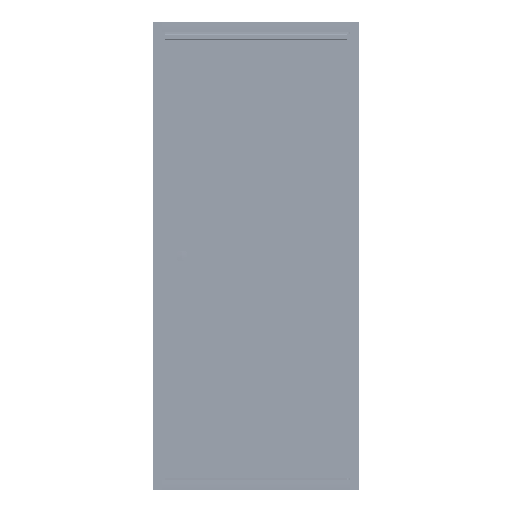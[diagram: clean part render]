
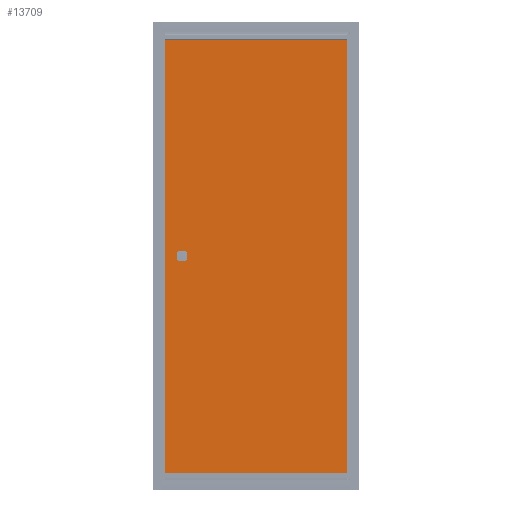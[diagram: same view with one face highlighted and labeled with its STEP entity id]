
A CAD part, front view. The second image highlights one B-rep face of the part: STEP entity #13709.
In plain terms, the highlighted face is planar.
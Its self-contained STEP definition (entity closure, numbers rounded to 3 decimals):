
#13459=DIRECTION('',(1.,0.,0.));
#13460=VECTOR('',#13459,778.);
#13461=CARTESIAN_POINT('',(-389.,3.,-913.));
#13462=LINE('',#13461,#13460);
#13466=DIRECTION('',(0.,0.,-1.));
#13467=VECTOR('',#13466,1826.);
#13468=CARTESIAN_POINT('',(-389.,3.,913.));
#13469=LINE('',#13468,#13467);
#13473=CARTESIAN_POINT('',(-309.,3.,12.5));
#13474=DIRECTION('',(0.,1.,0.));
#13475=DIRECTION('',(-1.,0.,0.));
#13476=AXIS2_PLACEMENT_3D('',#13473,#13474,#13475);
#13481=CARTESIAN_POINT('',(-309.,3.,12.5));
#13482=DIRECTION('',(0.,1.,0.));
#13483=DIRECTION('',(1.,0.,0.));
#13484=AXIS2_PLACEMENT_3D('',#13481,#13482,#13483);
#13489=CARTESIAN_POINT('',(-309.,3.,-12.5));
#13490=DIRECTION('',(0.,1.,0.));
#13491=DIRECTION('',(-1.,0.,0.));
#13492=AXIS2_PLACEMENT_3D('',#13489,#13490,#13491);
#13497=CARTESIAN_POINT('',(-309.,3.,-12.5));
#13498=DIRECTION('',(0.,1.,0.));
#13499=DIRECTION('',(1.,0.,0.));
#13500=AXIS2_PLACEMENT_3D('',#13497,#13498,#13499);
#13512=DIRECTION('',(0.,0.,-1.));
#13513=VECTOR('',#13512,1826.);
#13514=CARTESIAN_POINT('',(389.,3.,913.));
#13515=LINE('',#13514,#13513);
#13572=DIRECTION('',(1.,0.,0.));
#13573=VECTOR('',#13572,778.);
#13574=CARTESIAN_POINT('',(-389.,3.,913.));
#13575=LINE('',#13574,#13573);
#13622=CARTESIAN_POINT('',(-389.,3.,-913.));
#13624=VERTEX_POINT('',#13622);
#13627=CARTESIAN_POINT('',(389.,3.,-913.));
#13628=VERTEX_POINT('',#13627);
#13629=CARTESIAN_POINT('',(-389.,3.,913.));
#13630=VERTEX_POINT('',#13629);
#13633=CARTESIAN_POINT('',(389.,3.,913.));
#13634=VERTEX_POINT('',#13633);
#13635=CARTESIAN_POINT('',(-313.,3.,12.5));
#13636=CARTESIAN_POINT('',(-305.,3.,12.5));
#13637=VERTEX_POINT('',#13635);
#13638=VERTEX_POINT('',#13636);
#13639=CARTESIAN_POINT('',(-313.,3.,-12.5));
#13640=CARTESIAN_POINT('',(-305.,3.,-12.5));
#13641=VERTEX_POINT('',#13639);
#13642=VERTEX_POINT('',#13640);
#13684=CARTESIAN_POINT('',(389.,3.,-913.));
#13685=DIRECTION('',(0.,1.,0.));
#13686=DIRECTION('',(-1.,0.,0.));
#13687=AXIS2_PLACEMENT_3D('',#13684,#13685,#13686);
#13688=PLANE('',#13687);
#13689=ORIENTED_EDGE('',*,*,#13664,.T.);
#13691=ORIENTED_EDGE('',*,*,#13690,.F.);
#13693=ORIENTED_EDGE('',*,*,#13692,.F.);
#13694=ORIENTED_EDGE('',*,*,#13675,.T.);
#13695=EDGE_LOOP('',(#13689,#13691,#13693,#13694));
#13696=FACE_OUTER_BOUND('',#13695,.F.);
#13698=ORIENTED_EDGE('',*,*,#13697,.T.);
#13700=ORIENTED_EDGE('',*,*,#13699,.T.);
#13701=EDGE_LOOP('',(#13698,#13700));
#13702=FACE_BOUND('',#13701,.F.);
#13704=ORIENTED_EDGE('',*,*,#13703,.T.);
#13706=ORIENTED_EDGE('',*,*,#13705,.T.);
#13707=EDGE_LOOP('',(#13704,#13706));
#13708=FACE_BOUND('',#13707,.F.);
#13477=CIRCLE('',#13476,4.);
#13485=CIRCLE('',#13484,4.);
#13493=CIRCLE('',#13492,4.);
#13501=CIRCLE('',#13500,4.);
#13664=EDGE_CURVE('',#13624,#13628,#13462,.T.);
#13675=EDGE_CURVE('',#13630,#13624,#13469,.T.);
#13690=EDGE_CURVE('',#13634,#13628,#13515,.T.);
#13692=EDGE_CURVE('',#13630,#13634,#13575,.T.);
#13697=EDGE_CURVE('',#13637,#13638,#13477,.T.);
#13699=EDGE_CURVE('',#13638,#13637,#13485,.T.);
#13703=EDGE_CURVE('',#13641,#13642,#13493,.T.);
#13705=EDGE_CURVE('',#13642,#13641,#13501,.T.);
#13709=ADVANCED_FACE('',(#13696,#13702,#13708),#13688,.T.);
